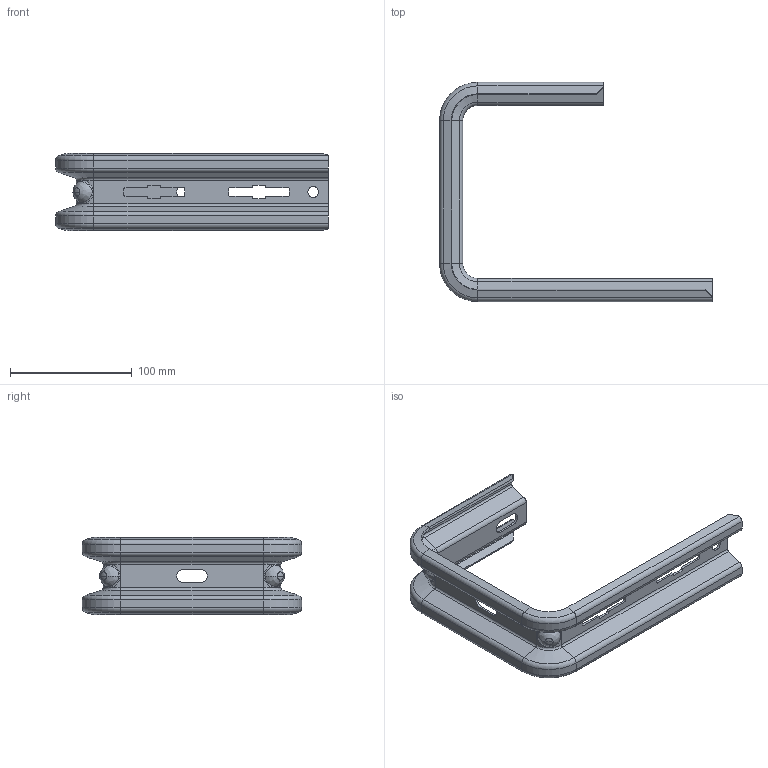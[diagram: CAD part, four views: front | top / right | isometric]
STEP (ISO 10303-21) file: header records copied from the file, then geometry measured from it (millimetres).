
FILE_DESCRIPTION((''),'2;1');
FILE_NAME('720315_PRT','2018-11-16T12:04:03',('tomasz.grudniewski'),(''),'CREO PARAMETRIC BY PTC INC, 2018260','CREO PARAMETRIC BY PTC INC, 2018260','');
FILE_SCHEMA(('CONFIG_CONTROL_DESIGN'));
Length unit declared in the file: millimetre
Products named in the file (1): 720315_PRT
Bounding box: 224 x 180 x 63.43 mm (x, y, z)
Volume: 90422.7 mm3; surface area: 93603.7 mm2
Topology: 1 solids, 1 shells, 540 faces, 1412 edges, 880 vertices
Faces by surface type: plane 390, cylinder 82, torus 24, cone 20, bspline 16, sphere 8
Entity records: 21540 total; most frequent: CARTESIAN_POINT 8258, ORIENTED_EDGE 2808, DIRECTION 2652, EDGE_CURVE 1404, VECTOR 1140, LINE 1140, VERTEX_POINT 880, AXIS2_PLACEMENT_3D 756
